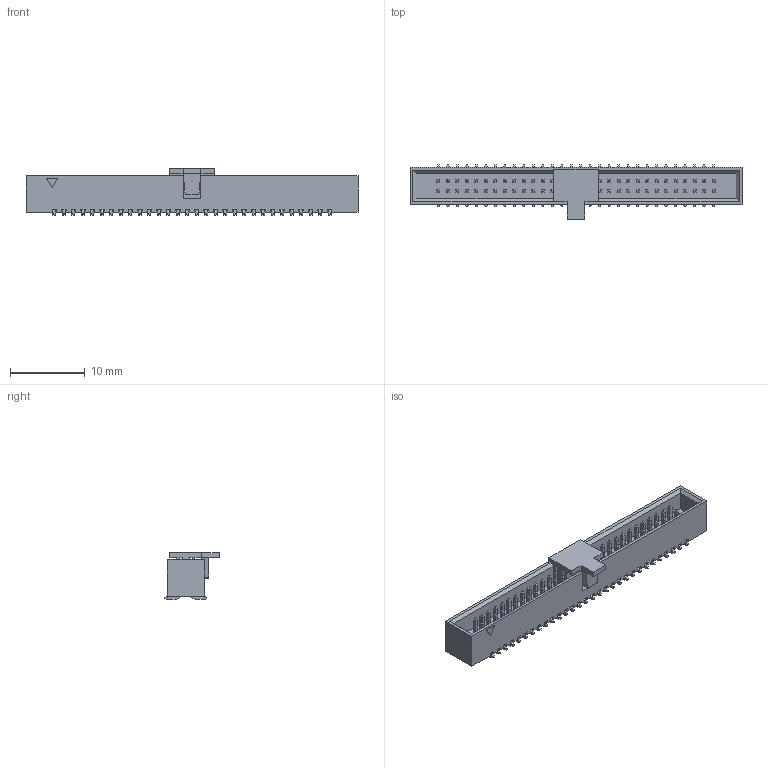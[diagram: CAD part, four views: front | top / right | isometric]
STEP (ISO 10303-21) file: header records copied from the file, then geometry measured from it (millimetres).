
FILE_DESCRIPTION(/* description */ ('Unknown'),/* implementation_level */ '2;1');
FILE_NAME(/* name */ '62736020621',/* time_stamp */ '2020-05-28T13:40:08+02:00',/* author */ ('Unknown'),/* organization */ ('Unknown'),/* preprocessor_version */ 'ST-DEVELOPER v16.7',/* originating_system */ 'DEX',/* authorisation */ $);
FILE_SCHEMA (('AUTOMOTIVE_DESIGN {1 0 10303 214 3 1 1}'));
Length unit declared in the file: millimetre
Products named in the file (4): 6273xx20621; 62706020621; 6270xx20621_PIN; 6273xx20621_Cap
Assembly tree (62 placements, depth 2):
  6273xx20621
    62706020621
    6270xx20621_PIN  x60
    6273xx20621_Cap
Bounding box: 44.45 x 7.25 x 6.26 mm (x, y, z)
Volume: 711.1 mm3; surface area: 2229.9 mm2
Topology: 62 solids, 62 shells, 1793 faces, 4574 edges, 2846 vertices
Faces by surface type: plane 1671, cylinder 122
Entity records: 29703 total; most frequent: CARTESIAN_POINT 4438, ORIENTED_EDGE 4428, DIRECTION 3810, EDGE_CURVE 2214, LINE 2206, VECTOR 2206, VERTEX_POINT 1430, AXIS2_PLACEMENT_3D 802
